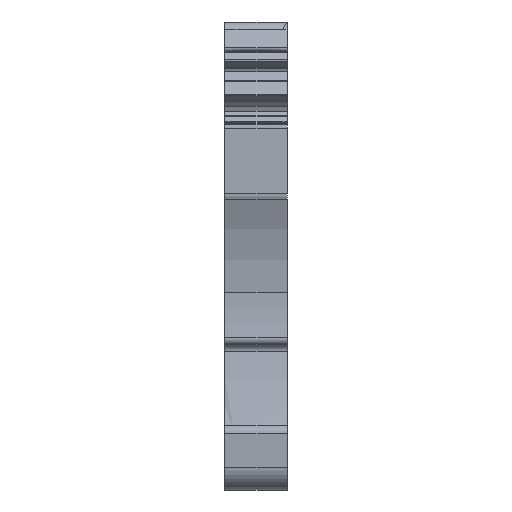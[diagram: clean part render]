
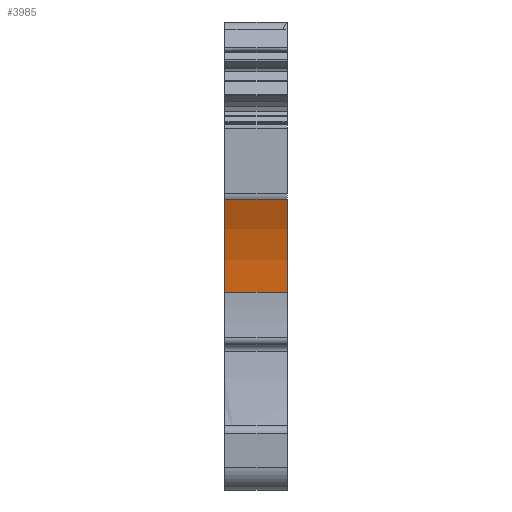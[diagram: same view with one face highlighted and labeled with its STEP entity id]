
A CAD part, front view. The second image highlights one B-rep face of the part: STEP entity #3985.
In plain terms, the highlighted cylindrical face has radius 20 mm (diameter 40 mm), a partial arc.
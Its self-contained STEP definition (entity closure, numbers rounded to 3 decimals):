
#3958=AXIS2_PLACEMENT_3D('Cylinder Axis2P3D',#3955,#3956,#3957) ;
#3962=AXIS2_PLACEMENT_3D('Circle Axis2P3D',#3960,#3961,$) ;
#3976=AXIS2_PLACEMENT_3D('Circle Axis2P3D',#3974,#3975,$) ;
#3933=CARTESIAN_POINT('Vertex',(5.1,1.884,16.2)) ;
#3936=CARTESIAN_POINT('Line Origine',(2.55,1.884,16.2)) ;
#3940=CARTESIAN_POINT('Vertex',(0.,1.884,16.2)) ;
#3955=CARTESIAN_POINT('Axis2P3D Location',(2.55,-18.105,15.54)) ;
#3960=CARTESIAN_POINT('Axis2P3D Location',(5.1,-18.105,15.54)) ;
#3964=CARTESIAN_POINT('Vertex',(5.1,0.09,23.842)) ;
#3967=CARTESIAN_POINT('Line Origine',(2.55,0.09,23.842)) ;
#3971=CARTESIAN_POINT('Vertex',(0.,0.09,23.842)) ;
#3974=CARTESIAN_POINT('Axis2P3D Location',(0.,-18.105,15.54)) ;
#3937=DIRECTION('Vector Direction',(-1.,0.,0.)) ;
#3956=DIRECTION('Axis2P3D Direction',(-1.,0.,0.)) ;
#3957=DIRECTION('Axis2P3D XDirection',(0.,0.91,0.415)) ;
#3961=DIRECTION('Axis2P3D Direction',(-1.,0.,0.)) ;
#3968=DIRECTION('Vector Direction',(-1.,0.,0.)) ;
#3975=DIRECTION('Axis2P3D Direction',(-1.,0.,0.)) ;
#3938=VECTOR('Line Direction',#3937,1.) ;
#3969=VECTOR('Line Direction',#3968,1.) ;
#3980=ORIENTED_EDGE('',*,*,#3942,.F.) ;
#3981=ORIENTED_EDGE('',*,*,#3966,.T.) ;
#3982=ORIENTED_EDGE('',*,*,#3973,.T.) ;
#3983=ORIENTED_EDGE('',*,*,#3978,.F.) ;
#3985=ADVANCED_FACE('KLTR',(#3984),#3959,.F.) ;
#3963=CIRCLE('generated circle',#3962,20.) ;
#3977=CIRCLE('generated circle',#3976,20.) ;
#3959=CYLINDRICAL_SURFACE('generated cylinder',#3958,20.) ;
#3942=EDGE_CURVE('',#3934,#3941,#3939,.T.) ;
#3966=EDGE_CURVE('',#3934,#3965,#3963,.F.) ;
#3973=EDGE_CURVE('',#3965,#3972,#3970,.T.) ;
#3978=EDGE_CURVE('',#3941,#3972,#3977,.F.) ;
#3979=EDGE_LOOP('',(#3980,#3981,#3982,#3983)) ;
#3984=FACE_OUTER_BOUND('',#3979,.T.) ;
#3939=LINE('Line',#3936,#3938) ;
#3970=LINE('Line',#3967,#3969) ;
#3934=VERTEX_POINT('',#3933) ;
#3941=VERTEX_POINT('',#3940) ;
#3965=VERTEX_POINT('',#3964) ;
#3972=VERTEX_POINT('',#3971) ;
